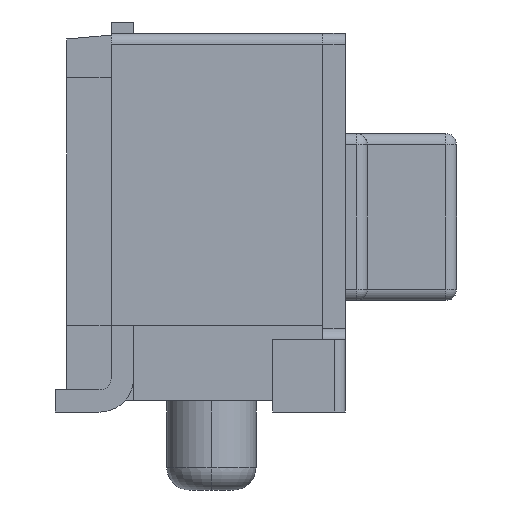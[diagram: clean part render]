
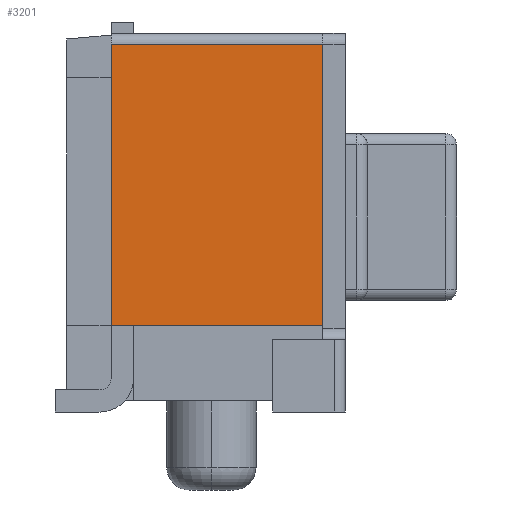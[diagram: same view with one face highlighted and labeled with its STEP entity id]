
A CAD part, left-side view. The second image highlights one B-rep face of the part: STEP entity #3201.
In plain terms, the highlighted planar face has unit normal (-1, 0, 0).
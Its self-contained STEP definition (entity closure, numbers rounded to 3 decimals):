
#176 = ORIENTED_EDGE ( 'NONE', *, *, #5909, .F. ) ;
#236 = VERTEX_POINT ( 'NONE', #3174 ) ;
#349 = PLANE ( 'NONE',  #1944 ) ;
#396 = CARTESIAN_POINT ( 'NONE',  ( -3.448, 0.65, 0.775 ) ) ;
#1010 = CARTESIAN_POINT ( 'NONE',  ( -3.448, 0.65, 3.3 ) ) ;
#1259 = LINE ( 'NONE', #4406, #1360 ) ;
#1360 = VECTOR ( 'NONE', #3811, 1000. ) ;
#1591 = CARTESIAN_POINT ( 'NONE',  ( -3.448, 0.65, 3.3 ) ) ;
#1595 = LINE ( 'NONE', #3936, #5915 ) ;
#1598 = DIRECTION ( 'NONE',  ( 0., -1., 0. ) ) ;
#1944 = AXIS2_PLACEMENT_3D ( 'NONE', #1591, #3975, #5179 ) ;
#2297 = CARTESIAN_POINT ( 'NONE',  ( -3.448, 0.65, 3.3 ) ) ;
#2508 = VERTEX_POINT ( 'NONE', #396 ) ;
#2555 = EDGE_LOOP ( 'NONE', ( #4116, #176, #7710, #3672 ) ) ;
#2927 = VECTOR ( 'NONE', #1598, 1000. ) ;
#3174 = CARTESIAN_POINT ( 'NONE',  ( -3.448, -1.25, 3.3 ) ) ;
#3201 = ADVANCED_FACE ( 'NONE', ( #5354 ), #349, .F. ) ;
#3453 = DIRECTION ( 'NONE',  ( 0., 0., 1. ) ) ;
#3672 = ORIENTED_EDGE ( 'NONE', *, *, #5405, .F. ) ;
#3811 = DIRECTION ( 'NONE',  ( 0., 0., 1. ) ) ;
#3936 = CARTESIAN_POINT ( 'NONE',  ( -3.448, 0.65, 0.775 ) ) ;
#3975 = DIRECTION ( 'NONE',  ( 1., 0., 0. ) ) ;
#4116 = ORIENTED_EDGE ( 'NONE', *, *, #7056, .F. ) ;
#4406 = CARTESIAN_POINT ( 'NONE',  ( -3.448, -1.25, 3.3 ) ) ;
#4518 = LINE ( 'NONE', #4601, #2927 ) ;
#4601 = CARTESIAN_POINT ( 'NONE',  ( -3.448, 0.65, 3.3 ) ) ;
#4705 = EDGE_CURVE ( 'NONE', #6097, #236, #1259, .T. ) ;
#5118 = DIRECTION ( 'NONE',  ( 0., 1., 0. ) ) ;
#5179 = DIRECTION ( 'NONE',  ( 0., 0., -1. ) ) ;
#5354 = FACE_OUTER_BOUND ( 'NONE', #2555, .T. ) ;
#5405 = EDGE_CURVE ( 'NONE', #7523, #236, #4518, .T. ) ;
#5656 = LINE ( 'NONE', #1010, #7353 ) ;
#5909 = EDGE_CURVE ( 'NONE', #6097, #2508, #1595, .T. ) ;
#5915 = VECTOR ( 'NONE', #5118, 1000. ) ;
#6097 = VERTEX_POINT ( 'NONE', #7706 ) ;
#7056 = EDGE_CURVE ( 'NONE', #2508, #7523, #5656, .T. ) ;
#7353 = VECTOR ( 'NONE', #3453, 1000. ) ;
#7523 = VERTEX_POINT ( 'NONE', #2297 ) ;
#7706 = CARTESIAN_POINT ( 'NONE',  ( -3.448, -1.25, 0.775 ) ) ;
#7710 = ORIENTED_EDGE ( 'NONE', *, *, #4705, .T. ) ;
